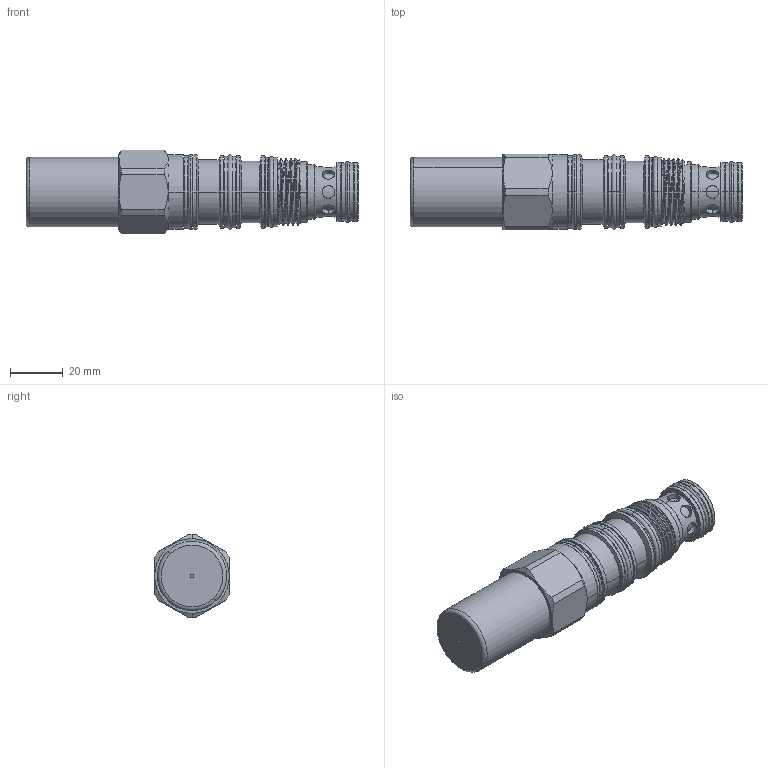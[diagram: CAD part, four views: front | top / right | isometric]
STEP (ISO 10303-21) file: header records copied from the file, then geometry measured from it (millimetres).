
FILE_DESCRIPTION (( 'STEP AP203' ), '1' );
FILE_NAME ('LN22A4P-C.STEP', '2020-07-07T03:11:50', ( '' ), ( '' ), 'SwSTEP 2.0', 'SolidWorks 2018', '' );
FILE_SCHEMA (( 'CONFIG_CONTROL_DESIGN' ));
Length unit declared in the file: millimetre
Products named in the file (1): LN22A4P-C
Bounding box: 125.43 x 28.57 x 31.6 mm (x, y, z)
Volume: 64548.8 mm3; surface area: 16107.8 mm2
Topology: 4 solids, 4 shells, 215 faces, 489 edges, 308 vertices
Faces by surface type: cylinder 128, plane 36, cone 29, torus 20, bspline 2
Entity records: 7875 total; most frequent: CARTESIAN_POINT 3016, DIRECTION 1031, ORIENTED_EDGE 978, EDGE_CURVE 489, AXIS2_PLACEMENT_3D 439, VERTEX_POINT 308, EDGE_LOOP 247, CIRCLE 225
